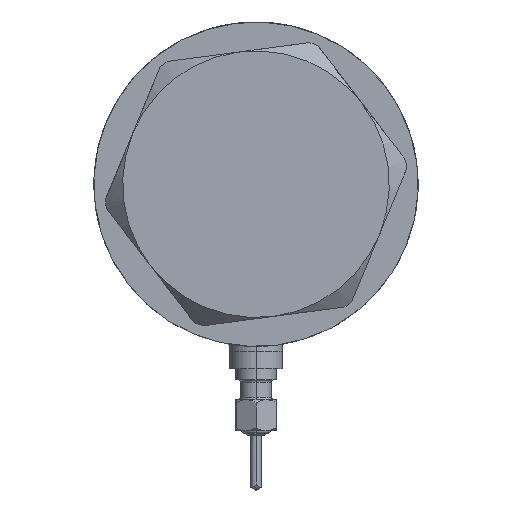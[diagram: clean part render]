
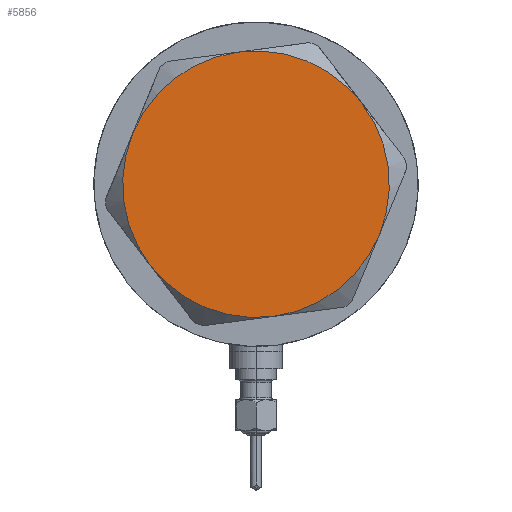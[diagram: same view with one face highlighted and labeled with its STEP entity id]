
A CAD part, left-side view. The second image highlights one B-rep face of the part: STEP entity #5856.
In plain terms, the highlighted face is planar.
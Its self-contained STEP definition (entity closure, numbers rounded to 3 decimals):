
#264 = CARTESIAN_POINT ( 'NONE',  ( 0., 0., 14.5 ) ) ;
#468 = VERTEX_POINT ( 'NONE', #2519 ) ;
#683 = DIRECTION ( 'NONE',  ( 1., 0., 0. ) ) ;
#839 = VERTEX_POINT ( 'NONE', #1138 ) ;
#1065 = CIRCLE ( 'NONE', #5554, 30. ) ;
#1138 = CARTESIAN_POINT ( 'NONE',  ( 30., 0., 14.5 ) ) ;
#1410 = DIRECTION ( 'NONE',  ( 1., 0., 0. ) ) ;
#1527 = CIRCLE ( 'NONE', #4145, 30. ) ;
#1646 = VERTEX_POINT ( 'NONE', #6156 ) ;
#1825 = VERTEX_POINT ( 'NONE', #6387 ) ;
#1899 = AXIS2_PLACEMENT_3D ( 'NONE', #2792, #3289, #3223 ) ;
#2217 = CIRCLE ( 'NONE', #2535, 30. ) ;
#2232 = DIRECTION ( 'NONE',  ( 1., 0., 0. ) ) ;
#2332 = PLANE ( 'NONE',  #1899 ) ;
#2384 = DIRECTION ( 'NONE',  ( 0., 0., 1. ) ) ;
#2396 = CIRCLE ( 'NONE', #3750, 30. ) ;
#2519 = CARTESIAN_POINT ( 'NONE',  ( -15., 25.981, 14.5 ) ) ;
#2535 = AXIS2_PLACEMENT_3D ( 'NONE', #3856, #2384, #683 ) ;
#2536 = CARTESIAN_POINT ( 'NONE',  ( 0., 0., 14.5 ) ) ;
#2792 = CARTESIAN_POINT ( 'NONE',  ( 0., 0., 14.5 ) ) ;
#2955 = EDGE_CURVE ( 'NONE', #468, #3003, #1527, .T. ) ;
#3002 = AXIS2_PLACEMENT_3D ( 'NONE', #264, #6328, #6260 ) ;
#3003 = VERTEX_POINT ( 'NONE', #5764 ) ;
#3223 = DIRECTION ( 'NONE',  ( 1., 0., 0. ) ) ;
#3289 = DIRECTION ( 'NONE',  ( 0., 0., 1. ) ) ;
#3370 = ORIENTED_EDGE ( 'NONE', *, *, #5169, .T. ) ;
#3447 = CARTESIAN_POINT ( 'NONE',  ( 0., 0., 14.5 ) ) ;
#3750 = AXIS2_PLACEMENT_3D ( 'NONE', #2536, #4054, #6013 ) ;
#3778 = VERTEX_POINT ( 'NONE', #5172 ) ;
#3856 = CARTESIAN_POINT ( 'NONE',  ( 0., 0., 14.5 ) ) ;
#3876 = EDGE_CURVE ( 'NONE', #3778, #468, #5814, .T. ) ;
#3902 = DIRECTION ( 'NONE',  ( 0., 0., 1. ) ) ;
#4054 = DIRECTION ( 'NONE',  ( 0., 0., 1. ) ) ;
#4145 = AXIS2_PLACEMENT_3D ( 'NONE', #5140, #5237, #4756 ) ;
#4207 = AXIS2_PLACEMENT_3D ( 'NONE', #5269, #6188, #2232 ) ;
#4268 = FACE_OUTER_BOUND ( 'NONE', #5059, .T. ) ;
#4275 = ORIENTED_EDGE ( 'NONE', *, *, #6185, .T. ) ;
#4671 = ORIENTED_EDGE ( 'NONE', *, *, #3876, .T. ) ;
#4756 = DIRECTION ( 'NONE',  ( 1., 0., 0. ) ) ;
#4851 = ORIENTED_EDGE ( 'NONE', *, *, #2955, .T. ) ;
#4919 = ORIENTED_EDGE ( 'NONE', *, *, #5865, .T. ) ;
#5059 = EDGE_LOOP ( 'NONE', ( #4275, #6219, #4671, #4851, #3370, #4919 ) ) ;
#5140 = CARTESIAN_POINT ( 'NONE',  ( 0., 0., 14.5 ) ) ;
#5169 = EDGE_CURVE ( 'NONE', #3003, #1825, #2396, .T. ) ;
#5172 = CARTESIAN_POINT ( 'NONE',  ( 15., 25.981, 14.5 ) ) ;
#5237 = DIRECTION ( 'NONE',  ( 0., 0., 1. ) ) ;
#5269 = CARTESIAN_POINT ( 'NONE',  ( 0., 0., 14.5 ) ) ;
#5554 = AXIS2_PLACEMENT_3D ( 'NONE', #3447, #3902, #1410 ) ;
#5763 = CIRCLE ( 'NONE', #4207, 30. ) ;
#5764 = CARTESIAN_POINT ( 'NONE',  ( -30., 0., 14.5 ) ) ;
#5814 = CIRCLE ( 'NONE', #3002, 30. ) ;
#5856 = ADVANCED_FACE ( 'NONE', ( #4268 ), #2332, .T. ) ;
#5865 = EDGE_CURVE ( 'NONE', #1825, #1646, #5763, .T. ) ;
#6011 = EDGE_CURVE ( 'NONE', #839, #3778, #1065, .T. ) ;
#6013 = DIRECTION ( 'NONE',  ( 1., 0., 0. ) ) ;
#6156 = CARTESIAN_POINT ( 'NONE',  ( 15., -25.981, 14.5 ) ) ;
#6185 = EDGE_CURVE ( 'NONE', #1646, #839, #2217, .T. ) ;
#6188 = DIRECTION ( 'NONE',  ( 0., 0., 1. ) ) ;
#6219 = ORIENTED_EDGE ( 'NONE', *, *, #6011, .T. ) ;
#6260 = DIRECTION ( 'NONE',  ( 1., 0., 0. ) ) ;
#6328 = DIRECTION ( 'NONE',  ( 0., 0., 1. ) ) ;
#6387 = CARTESIAN_POINT ( 'NONE',  ( -15., -25.981, 14.5 ) ) ;
